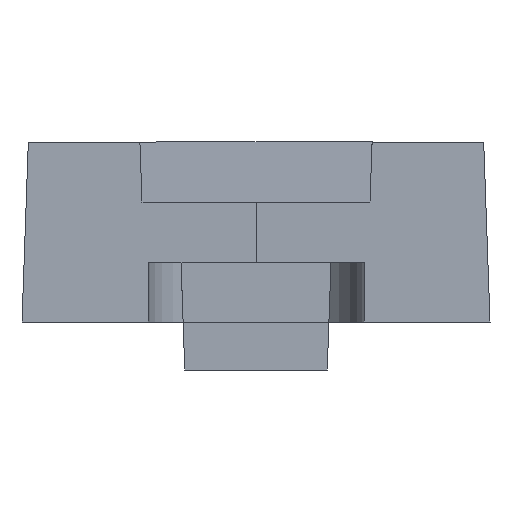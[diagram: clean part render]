
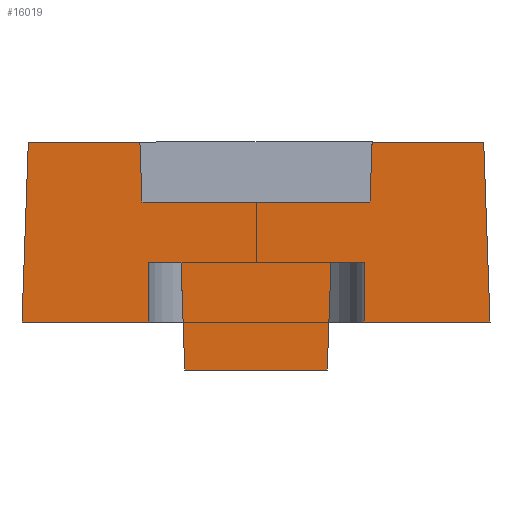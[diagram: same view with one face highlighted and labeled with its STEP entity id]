
A CAD part, left-side view. The second image highlights one B-rep face of the part: STEP entity #16019.
In plain terms, the highlighted planar face has unit normal (-1, 0, 0).
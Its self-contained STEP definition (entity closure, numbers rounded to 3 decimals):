
#959=PLANE('',#17254);
#1514=FACE_OUTER_BOUND('',#2592,.T.);
#2592=EDGE_LOOP('',(#12258,#12259,#12260,#12261,#12262,#12263,#12264,#12265,
#12266,#12267,#12268,#12269,#12270,#12271,#12272,#12273));
#3539=LINE('',#22151,#5137);
#3546=LINE('',#22166,#5144);
#3843=LINE('',#24559,#5441);
#3846=LINE('',#24565,#5444);
#3870=LINE('',#24625,#5468);
#3878=LINE('',#24641,#5476);
#3884=LINE('',#24674,#5482);
#3940=LINE('',#24852,#5538);
#3942=LINE('',#24855,#5540);
#3947=LINE('',#24862,#5545);
#3959=LINE('',#24875,#5557);
#3960=LINE('',#24877,#5558);
#3961=LINE('',#24879,#5559);
#3962=LINE('',#24881,#5560);
#3963=LINE('',#24882,#5561);
#3964=LINE('',#24883,#5562);
#5137=VECTOR('',#18479,1000.);
#5144=VECTOR('',#18488,1000.);
#5441=VECTOR('',#18951,1000.);
#5444=VECTOR('',#18956,1000.);
#5468=VECTOR('',#19006,1000.);
#5476=VECTOR('',#19018,1000.);
#5482=VECTOR('',#19070,1000.);
#5538=VECTOR('',#19282,1000.);
#5540=VECTOR('',#19286,1000.);
#5545=VECTOR('',#19291,1000.);
#5557=VECTOR('',#19305,1000.);
#5558=VECTOR('',#19308,1000.);
#5559=VECTOR('',#19309,1000.);
#5560=VECTOR('',#19310,1000.);
#5561=VECTOR('',#19311,1000.);
#5562=VECTOR('',#19312,1000.);
#7257=VERTEX_POINT('',#22148);
#7258=VERTEX_POINT('',#22150);
#7264=VERTEX_POINT('',#22163);
#7265=VERTEX_POINT('',#22165);
#7739=VERTEX_POINT('',#24552);
#7741=VERTEX_POINT('',#24556);
#7742=VERTEX_POINT('',#24558);
#7744=VERTEX_POINT('',#24563);
#7766=VERTEX_POINT('',#24622);
#7767=VERTEX_POINT('',#24624);
#7773=VERTEX_POINT('',#24639);
#7777=VERTEX_POINT('',#24672);
#7821=VERTEX_POINT('',#24850);
#7823=VERTEX_POINT('',#24860);
#7824=VERTEX_POINT('',#24878);
#7825=VERTEX_POINT('',#24880);
#8862=EDGE_CURVE('',#7258,#7257,#3539,.T.);
#8870=EDGE_CURVE('',#7265,#7264,#3546,.T.);
#9429=EDGE_CURVE('',#7741,#7742,#3843,.T.);
#9433=EDGE_CURVE('',#7744,#7739,#3846,.T.);
#9464=EDGE_CURVE('',#7767,#7766,#3870,.T.);
#9472=EDGE_CURVE('',#7766,#7773,#3878,.T.);
#9499=EDGE_CURVE('',#7773,#7777,#3884,.T.);
#9616=EDGE_CURVE('',#7264,#7821,#3940,.T.);
#9618=EDGE_CURVE('',#7821,#7767,#3942,.T.);
#9623=EDGE_CURVE('',#7777,#7823,#3947,.T.);
#9635=EDGE_CURVE('',#7823,#7258,#3959,.T.);
#9636=EDGE_CURVE('',#7742,#7257,#3960,.T.);
#9637=EDGE_CURVE('',#7824,#7741,#3961,.T.);
#9638=EDGE_CURVE('',#7825,#7824,#3962,.T.);
#9639=EDGE_CURVE('',#7825,#7739,#3963,.T.);
#9640=EDGE_CURVE('',#7744,#7265,#3964,.T.);
#12258=ORIENTED_EDGE('',*,*,#9636,.F.);
#12259=ORIENTED_EDGE('',*,*,#9429,.F.);
#12260=ORIENTED_EDGE('',*,*,#9637,.F.);
#12261=ORIENTED_EDGE('',*,*,#9638,.F.);
#12262=ORIENTED_EDGE('',*,*,#9639,.T.);
#12263=ORIENTED_EDGE('',*,*,#9433,.F.);
#12264=ORIENTED_EDGE('',*,*,#9640,.T.);
#12265=ORIENTED_EDGE('',*,*,#8870,.T.);
#12266=ORIENTED_EDGE('',*,*,#9616,.T.);
#12267=ORIENTED_EDGE('',*,*,#9618,.T.);
#12268=ORIENTED_EDGE('',*,*,#9464,.T.);
#12269=ORIENTED_EDGE('',*,*,#9472,.T.);
#12270=ORIENTED_EDGE('',*,*,#9499,.T.);
#12271=ORIENTED_EDGE('',*,*,#9623,.T.);
#12272=ORIENTED_EDGE('',*,*,#9635,.T.);
#12273=ORIENTED_EDGE('',*,*,#8862,.T.);
#16019=ADVANCED_FACE('',(#1514),#959,.T.);
#17254=AXIS2_PLACEMENT_3D('',#24876,#19306,#19307);
#18479=DIRECTION('',(0.,-1.,0.));
#18488=DIRECTION('',(0.,-1.,0.));
#18951=DIRECTION('',(0.,1.,0.));
#18956=DIRECTION('',(0.,1.,0.));
#19006=DIRECTION('',(0.,0.035,-0.999));
#19018=DIRECTION('',(0.,1.,0.));
#19070=DIRECTION('',(0.,0.035,0.999));
#19282=DIRECTION('',(0.,0.035,0.999));
#19286=DIRECTION('',(0.,1.,0.));
#19291=DIRECTION('',(0.,1.,0.));
#19305=DIRECTION('',(0.,0.035,-0.999));
#19306=DIRECTION('center_axis',(-1.,0.,0.));
#19307=DIRECTION('ref_axis',(0.,0.,1.));
#19308=DIRECTION('',(0.,0.,-1.));
#19309=DIRECTION('',(0.,0.035,0.999));
#19310=DIRECTION('',(0.,1.,0.));
#19311=DIRECTION('',(0.,-0.035,0.999));
#19312=DIRECTION('',(0.,0.,-1.));
#22148=CARTESIAN_POINT('',(-214.32,-2.675,17.25));
#22150=CARTESIAN_POINT('',(-214.32,-0.575,17.25));
#22151=CARTESIAN_POINT('',(-214.32,-0.575,17.25));
#22163=CARTESIAN_POINT('',(-214.32,-8.375,17.25));
#22165=CARTESIAN_POINT('',(-214.32,-6.275,17.25));
#22166=CARTESIAN_POINT('',(-214.32,-0.575,17.25));
#24552=CARTESIAN_POINT('',(-214.32,-5.725,18.25));
#24556=CARTESIAN_POINT('',(-214.32,-3.225,18.25));
#24558=CARTESIAN_POINT('',(-214.32,-2.675,18.25));
#24559=CARTESIAN_POINT('',(-214.32,-2.675,18.25));
#24563=CARTESIAN_POINT('',(-214.32,-6.275,18.25));
#24565=CARTESIAN_POINT('',(-214.32,-2.675,18.25));
#24622=CARTESIAN_POINT('',(-214.32,-6.375,19.25));
#24624=CARTESIAN_POINT('',(-214.32,-6.41,20.25));
#24625=CARTESIAN_POINT('',(-214.32,-6.375,19.25));
#24639=CARTESIAN_POINT('',(-214.32,-2.575,19.25));
#24641=CARTESIAN_POINT('',(-214.32,-6.375,19.25));
#24672=CARTESIAN_POINT('',(-214.32,-2.54,20.25));
#24674=CARTESIAN_POINT('',(-214.32,-2.575,19.25));
#24850=CARTESIAN_POINT('',(-214.32,-8.27,20.25));
#24852=CARTESIAN_POINT('',(-214.32,-8.375,17.25));
#24855=CARTESIAN_POINT('',(-214.32,-8.375,20.25));
#24860=CARTESIAN_POINT('',(-214.32,-0.68,20.25));
#24862=CARTESIAN_POINT('',(-214.32,-2.575,20.25));
#24875=CARTESIAN_POINT('',(-214.32,-0.575,17.25));
#24876=CARTESIAN_POINT('Origin',(-214.32,-8.375,17.25));
#24877=CARTESIAN_POINT('',(-214.32,-2.675,18.25));
#24878=CARTESIAN_POINT('',(-214.32,-3.288,16.45));
#24879=CARTESIAN_POINT('',(-214.32,-3.266,17.072));
#24880=CARTESIAN_POINT('',(-214.32,-5.662,16.45));
#24881=CARTESIAN_POINT('',(-214.32,-3.225,16.45));
#24882=CARTESIAN_POINT('',(-214.32,-5.725,18.25));
#24883=CARTESIAN_POINT('',(-214.32,-6.275,18.25));
